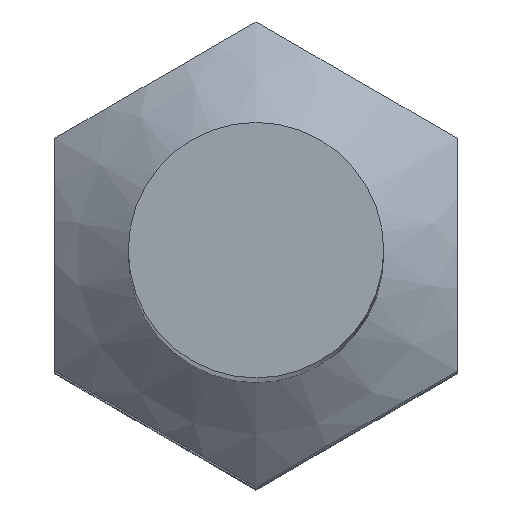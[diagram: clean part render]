
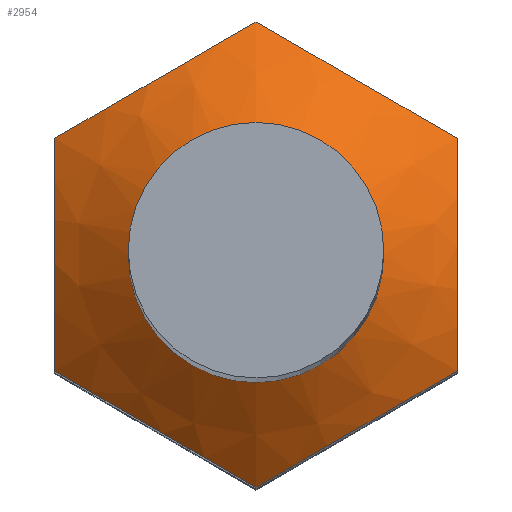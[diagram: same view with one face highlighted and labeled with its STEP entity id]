
A CAD part, top view. The second image highlights one B-rep face of the part: STEP entity #2954.
In plain terms, the highlighted conical face has half-angle 52.469 degrees and reference radius 2.84 mm.
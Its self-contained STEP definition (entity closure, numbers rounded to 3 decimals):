
#29=(
BOUNDED_CURVE()
B_SPLINE_CURVE(2,(#5761,#5762,#5763),.UNSPECIFIED.,.F.,.F.)
B_SPLINE_CURVE_WITH_KNOTS((3,3),(0.,0.374),.UNSPECIFIED.)
CURVE()
GEOMETRIC_REPRESENTATION_ITEM()
RATIONAL_B_SPLINE_CURVE((1.,1.155,1.))
REPRESENTATION_ITEM('')
);
#30=(
BOUNDED_CURVE()
B_SPLINE_CURVE(2,(#5765,#5766,#5767),.UNSPECIFIED.,.F.,.F.)
B_SPLINE_CURVE_WITH_KNOTS((3,3),(0.,0.374),.UNSPECIFIED.)
CURVE()
GEOMETRIC_REPRESENTATION_ITEM()
RATIONAL_B_SPLINE_CURVE((1.,1.155,1.))
REPRESENTATION_ITEM('')
);
#31=(
BOUNDED_CURVE()
B_SPLINE_CURVE(2,(#5769,#5770,#5771),.UNSPECIFIED.,.F.,.F.)
B_SPLINE_CURVE_WITH_KNOTS((3,3),(0.,0.374),.UNSPECIFIED.)
CURVE()
GEOMETRIC_REPRESENTATION_ITEM()
RATIONAL_B_SPLINE_CURVE((1.,1.155,1.))
REPRESENTATION_ITEM('')
);
#32=(
BOUNDED_CURVE()
B_SPLINE_CURVE(2,(#5773,#5774,#5775),.UNSPECIFIED.,.F.,.F.)
B_SPLINE_CURVE_WITH_KNOTS((3,3),(0.,0.374),.UNSPECIFIED.)
CURVE()
GEOMETRIC_REPRESENTATION_ITEM()
RATIONAL_B_SPLINE_CURVE((1.,1.155,1.))
REPRESENTATION_ITEM('')
);
#33=(
BOUNDED_CURVE()
B_SPLINE_CURVE(2,(#5777,#5778,#5779),.UNSPECIFIED.,.F.,.F.)
B_SPLINE_CURVE_WITH_KNOTS((3,3),(0.,0.374),.UNSPECIFIED.)
CURVE()
GEOMETRIC_REPRESENTATION_ITEM()
RATIONAL_B_SPLINE_CURVE((1.,1.155,1.))
REPRESENTATION_ITEM('')
);
#34=(
BOUNDED_CURVE()
B_SPLINE_CURVE(2,(#5780,#5781,#5782),.UNSPECIFIED.,.F.,.F.)
B_SPLINE_CURVE_WITH_KNOTS((3,3),(0.,0.374),.UNSPECIFIED.)
CURVE()
GEOMETRIC_REPRESENTATION_ITEM()
RATIONAL_B_SPLINE_CURVE((1.,1.155,1.))
REPRESENTATION_ITEM('')
);
#37=CONICAL_SURFACE('',#3044,2.84,0.916);
#39=CIRCLE('',#3039,2.013);
#40=CIRCLE('',#3040,2.013);
#272=FACE_OUTER_BOUND('',#430,.T.);
#430=EDGE_LOOP('',(#2537,#2538,#2539,#2540,#2541,#2542,#2543,#2544,#2545,
#2546));
#681=LINE('',#5759,#923);
#923=VECTOR('',#3413,2.84);
#1387=VERTEX_POINT('',#5723);
#1388=VERTEX_POINT('',#5725);
#1396=VERTEX_POINT('',#5758);
#1397=VERTEX_POINT('',#5760);
#1398=VERTEX_POINT('',#5764);
#1399=VERTEX_POINT('',#5768);
#1400=VERTEX_POINT('',#5772);
#1401=VERTEX_POINT('',#5776);
#1815=EDGE_CURVE('',#1387,#1388,#39,.T.);
#1816=EDGE_CURVE('',#1388,#1387,#40,.T.);
#1825=EDGE_CURVE('',#1388,#1396,#681,.T.);
#1826=EDGE_CURVE('',#1397,#1396,#29,.T.);
#1827=EDGE_CURVE('',#1398,#1397,#30,.T.);
#1828=EDGE_CURVE('',#1399,#1398,#31,.T.);
#1829=EDGE_CURVE('',#1400,#1399,#32,.T.);
#1830=EDGE_CURVE('',#1401,#1400,#33,.T.);
#1831=EDGE_CURVE('',#1396,#1401,#34,.T.);
#2537=ORIENTED_EDGE('',*,*,#1815,.F.);
#2538=ORIENTED_EDGE('',*,*,#1816,.F.);
#2539=ORIENTED_EDGE('',*,*,#1825,.T.);
#2540=ORIENTED_EDGE('',*,*,#1826,.F.);
#2541=ORIENTED_EDGE('',*,*,#1827,.F.);
#2542=ORIENTED_EDGE('',*,*,#1828,.F.);
#2543=ORIENTED_EDGE('',*,*,#1829,.F.);
#2544=ORIENTED_EDGE('',*,*,#1830,.F.);
#2545=ORIENTED_EDGE('',*,*,#1831,.F.);
#2546=ORIENTED_EDGE('',*,*,#1825,.F.);
#2954=ADVANCED_FACE('',(#272),#37,.T.);
#3039=AXIS2_PLACEMENT_3D('',#5726,#3400,#3401);
#3040=AXIS2_PLACEMENT_3D('',#5727,#3402,#3403);
#3044=AXIS2_PLACEMENT_3D('',#5757,#3411,#3412);
#3400=DIRECTION('center_axis',(0.,0.,1.));
#3401=DIRECTION('ref_axis',(0.,1.,0.));
#3402=DIRECTION('center_axis',(0.,0.,1.));
#3403=DIRECTION('ref_axis',(0.,1.,0.));
#3411=DIRECTION('center_axis',(0.,0.,-1.));
#3412=DIRECTION('ref_axis',(0.,1.,0.));
#3413=DIRECTION('',(0.,-0.793,-0.609));
#5723=CARTESIAN_POINT('',(2.013,0.,25.781));
#5725=CARTESIAN_POINT('',(0.,-2.013,25.781));
#5726=CARTESIAN_POINT('Origin',(0.,0.,25.781));
#5727=CARTESIAN_POINT('Origin',(0.,0.,25.781));
#5757=CARTESIAN_POINT('Origin',(0.,0.,25.146));
#5758=CARTESIAN_POINT('',(0.,-3.666,24.511));
#5759=CARTESIAN_POINT('',(0.,-2.84,25.146));
#5760=CARTESIAN_POINT('',(3.175,-1.833,24.511));
#5761=CARTESIAN_POINT('Ctrl Pts',(3.175,-1.833,24.511));
#5762=CARTESIAN_POINT('Ctrl Pts',(1.588,-2.75,25.215));
#5763=CARTESIAN_POINT('Ctrl Pts',(0.,-3.666,
24.511));
#5764=CARTESIAN_POINT('',(3.175,1.833,24.511));
#5765=CARTESIAN_POINT('Ctrl Pts',(3.175,1.833,24.511));
#5766=CARTESIAN_POINT('Ctrl Pts',(3.175,0.,25.215));
#5767=CARTESIAN_POINT('Ctrl Pts',(3.175,-1.833,24.511));
#5768=CARTESIAN_POINT('',(0.,3.666,24.511));
#5769=CARTESIAN_POINT('Ctrl Pts',(0.,3.666,
24.511));
#5770=CARTESIAN_POINT('Ctrl Pts',(1.588,2.75,25.215));
#5771=CARTESIAN_POINT('Ctrl Pts',(3.175,1.833,24.511));
#5772=CARTESIAN_POINT('',(-3.175,1.833,24.511));
#5773=CARTESIAN_POINT('Ctrl Pts',(-3.175,1.833,24.511));
#5774=CARTESIAN_POINT('Ctrl Pts',(-1.588,2.75,25.215));
#5775=CARTESIAN_POINT('Ctrl Pts',(0.,3.666,
24.511));
#5776=CARTESIAN_POINT('',(-3.175,-1.833,24.511));
#5777=CARTESIAN_POINT('Ctrl Pts',(-3.175,-1.833,24.511));
#5778=CARTESIAN_POINT('Ctrl Pts',(-3.175,0.,25.215));
#5779=CARTESIAN_POINT('Ctrl Pts',(-3.175,1.833,24.511));
#5780=CARTESIAN_POINT('Ctrl Pts',(0.,-3.666,
24.511));
#5781=CARTESIAN_POINT('Ctrl Pts',(-1.588,-2.75,25.215));
#5782=CARTESIAN_POINT('Ctrl Pts',(-3.175,-1.833,24.511));
